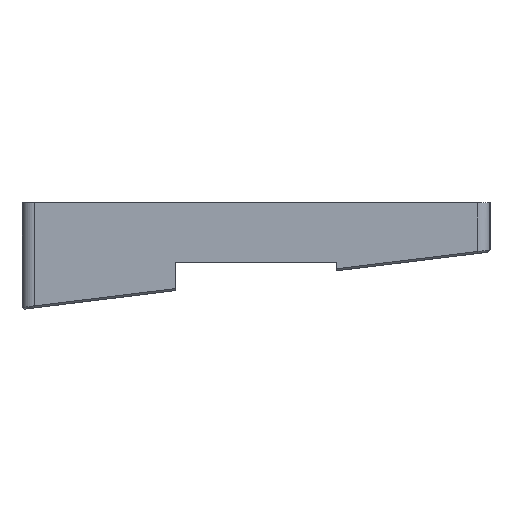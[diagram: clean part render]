
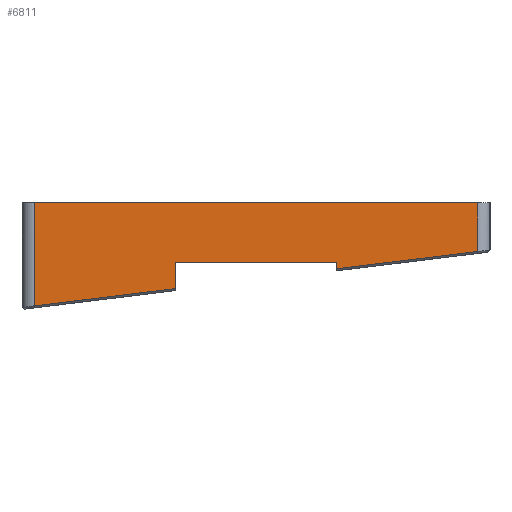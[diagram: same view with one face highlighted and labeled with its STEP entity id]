
A CAD part, left-side view. The second image highlights one B-rep face of the part: STEP entity #6811.
In plain terms, the highlighted planar face has unit normal (-1, 0, 0).
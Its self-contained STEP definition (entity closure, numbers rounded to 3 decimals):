
#124=B_SPLINE_CURVE_WITH_KNOTS('',3,(#11323,#11324,#11325,#11326),
 .UNSPECIFIED.,.F.,.F.,(4,4),(1.55,1.571),
 .UNSPECIFIED.);
#917=FACE_OUTER_BOUND('',#1342,.T.);
#1342=EDGE_LOOP('',(#5765,#5766,#5767,#5768,#5769,#5770,#5771,#5772,#5773));
#1832=LINE('',#11037,#2438);
#1865=LINE('',#11302,#2471);
#1867=LINE('',#11331,#2473);
#1882=LINE('',#11370,#2488);
#1960=LINE('',#11619,#2566);
#1962=LINE('',#11623,#2568);
#1963=LINE('',#11624,#2569);
#1964=LINE('',#11625,#2570);
#2438=VECTOR('',#8952,10.);
#2471=VECTOR('',#8999,10.);
#2473=VECTOR('',#9005,10.);
#2488=VECTOR('',#9040,10.);
#2566=VECTOR('',#9270,10.);
#2568=VECTOR('',#9274,10.);
#2569=VECTOR('',#9275,10.);
#2570=VECTOR('',#9276,10.);
#3100=VERTEX_POINT('',#11034);
#3101=VERTEX_POINT('',#11036);
#3129=VERTEX_POINT('',#11261);
#3131=VERTEX_POINT('',#11295);
#3134=VERTEX_POINT('',#11300);
#3135=VERTEX_POINT('',#11330);
#3147=VERTEX_POINT('',#11366);
#3149=VERTEX_POINT('',#11369);
#3245=VERTEX_POINT('',#11622);
#3954=EDGE_CURVE('',#3100,#3101,#1832,.T.);
#4001=EDGE_CURVE('',#3134,#3131,#1865,.T.);
#4003=EDGE_CURVE('',#3129,#3134,#124,.T.);
#4005=EDGE_CURVE('',#3135,#3131,#1867,.T.);
#4024=EDGE_CURVE('',#3147,#3149,#1882,.T.);
#4154=EDGE_CURVE('',#3101,#3147,#1960,.T.);
#4156=EDGE_CURVE('',#3100,#3245,#1962,.T.);
#4157=EDGE_CURVE('',#3245,#3135,#1963,.T.);
#4158=EDGE_CURVE('',#3149,#3129,#1964,.T.);
#5765=ORIENTED_EDGE('',*,*,#3954,.F.);
#5766=ORIENTED_EDGE('',*,*,#4156,.T.);
#5767=ORIENTED_EDGE('',*,*,#4157,.T.);
#5768=ORIENTED_EDGE('',*,*,#4005,.T.);
#5769=ORIENTED_EDGE('',*,*,#4001,.F.);
#5770=ORIENTED_EDGE('',*,*,#4003,.F.);
#5771=ORIENTED_EDGE('',*,*,#4158,.F.);
#5772=ORIENTED_EDGE('',*,*,#4024,.F.);
#5773=ORIENTED_EDGE('',*,*,#4154,.F.);
#6489=PLANE('',#7485);
#6811=ADVANCED_FACE('',(#917),#6489,.F.);
#7485=AXIS2_PLACEMENT_3D('',#11621,#9272,#9273);
#8952=DIRECTION('',(0.,0.993,-0.122));
#8999=DIRECTION('',(0.,0.993,-0.122));
#9005=DIRECTION('',(0.,0.,-1.));
#9040=DIRECTION('',(0.,-1.,0.));
#9270=DIRECTION('',(0.,0.,1.));
#9272=DIRECTION('center_axis',(1.,0.,0.));
#9273=DIRECTION('ref_axis',(0.,0.,-1.));
#9274=DIRECTION('',(0.,0.,1.));
#9275=DIRECTION('',(0.,-1.,0.));
#9276=DIRECTION('',(0.,0.,-1.));
#11034=CARTESIAN_POINT('',(-16.3,-18.249,-12.906));
#11036=CARTESIAN_POINT('',(-16.3,16.5,-17.173));
#11037=CARTESIAN_POINT('',(-16.3,-39.279,-10.324));
#11261=CARTESIAN_POINT('',(-16.3,-92.7,-3.765));
#11295=CARTESIAN_POINT('',(-16.3,-57.951,-8.031));
#11300=CARTESIAN_POINT('',(-16.3,-92.639,-3.772));
#11302=CARTESIAN_POINT('',(-16.3,-39.279,-10.324));
#11323=CARTESIAN_POINT('Ctrl Pts',(-16.3,-92.7,
-3.765));
#11324=CARTESIAN_POINT('Ctrl Pts',(-16.3,-92.68,
-3.767));
#11325=CARTESIAN_POINT('Ctrl Pts',(-16.3,-92.659,
-3.77));
#11326=CARTESIAN_POINT('Ctrl Pts',(-16.3,-92.639,
-3.772));
#11330=CARTESIAN_POINT('',(-16.3,-57.951,-6.41));
#11331=CARTESIAN_POINT('',(-16.3,-57.951,5.095));
#11366=CARTESIAN_POINT('',(-16.3,16.5,8.2));
#11369=CARTESIAN_POINT('',(-16.3,-92.7,8.2));
#11370=CARTESIAN_POINT('',(-16.3,-66.9,8.2));
#11619=CARTESIAN_POINT('',(-16.3,16.5,11.6));
#11621=CARTESIAN_POINT('Origin',(-16.3,-95.7,16.6));
#11622=CARTESIAN_POINT('',(-16.3,-18.249,-6.41));
#11623=CARTESIAN_POINT('',(-16.3,-18.249,1.595));
#11624=CARTESIAN_POINT('',(-16.3,-56.975,-6.41));
#11625=CARTESIAN_POINT('',(-16.3,-92.7,11.6));
